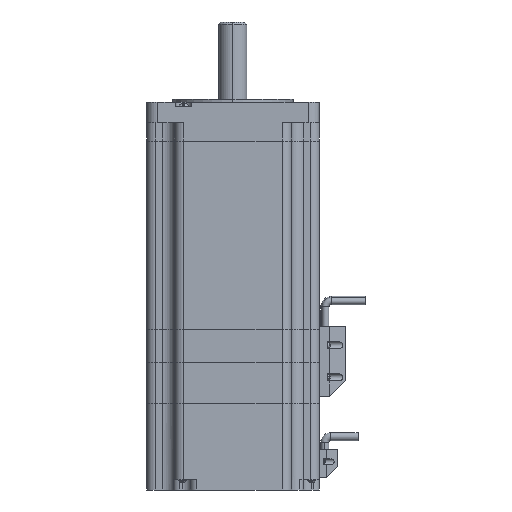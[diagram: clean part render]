
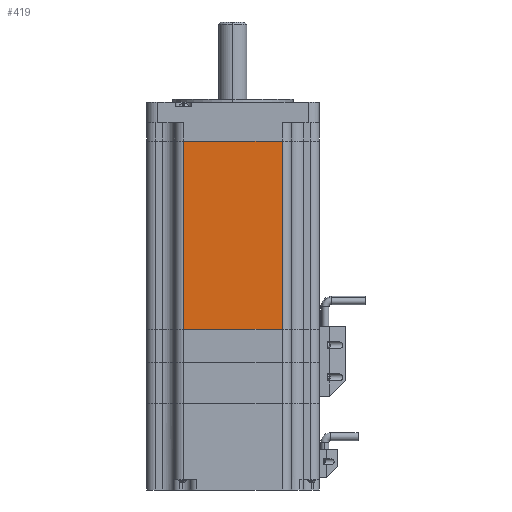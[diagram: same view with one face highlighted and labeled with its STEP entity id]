
A CAD part, left-side view. The second image highlights one B-rep face of the part: STEP entity #419.
In plain terms, the highlighted planar face has unit normal (1, 0, 0).
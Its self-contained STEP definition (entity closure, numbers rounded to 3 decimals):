
#361=CARTESIAN_POINT('',(-45.998,-27.781,-46.75));
#362=VERTEX_POINT('',#361);
#370=CARTESIAN_POINT('',(-45.998,-27.781,46.75));
#371=VERTEX_POINT('',#370);
#372=CARTESIAN_POINT('',(-45.998,-27.781,12400.95));
#373=DIRECTION('',(-0.,0.,-1.));
#374=VECTOR('',#373,24690.);
#375=LINE('',#372,#374);
#376=EDGE_CURVE('',#371,#362,#375,.T.);
#389=CARTESIAN_POINT('',(-45.998,39.619,65.95));
#390=DIRECTION('',(1.,0.,0.));
#391=DIRECTION('',(-0.,1.,0.));
#392=AXIS2_PLACEMENT_3D('',#389,#390,#391);
#393=PLANE('',#392);
#394=ORIENTED_EDGE('',*,*,#376,.T.);
#395=CARTESIAN_POINT('',(-45.998,21.219,-46.75));
#396=VERTEX_POINT('',#395);
#397=CARTESIAN_POINT('',(-45.998,12363.169,-46.75));
#398=DIRECTION('',(0.,-1.,0.));
#399=VECTOR('',#398,24690.);
#400=LINE('',#397,#399);
#401=EDGE_CURVE('',#396,#362,#400,.T.);
#402=ORIENTED_EDGE('',*,*,#401,.F.);
#403=CARTESIAN_POINT('',(-45.998,21.219,46.75));
#404=VERTEX_POINT('',#403);
#405=CARTESIAN_POINT('',(-45.998,21.219,12400.95));
#406=DIRECTION('',(-0.,0.,-1.));
#407=VECTOR('',#406,24690.);
#408=LINE('',#405,#407);
#409=EDGE_CURVE('',#404,#396,#408,.T.);
#410=ORIENTED_EDGE('',*,*,#409,.F.);
#411=CARTESIAN_POINT('',(-45.998,21.219,46.75));
#412=DIRECTION('',(0.,-1.,0.));
#413=VECTOR('',#412,49.);
#414=LINE('',#411,#413);
#415=EDGE_CURVE('',#404,#371,#414,.T.);
#416=ORIENTED_EDGE('',*,*,#415,.T.);
#417=EDGE_LOOP('',(#394,#402,#410,#416));
#418=FACE_BOUND('',#417,.T.);
#419=ADVANCED_FACE('NONE',(#418),#393,.T.);
